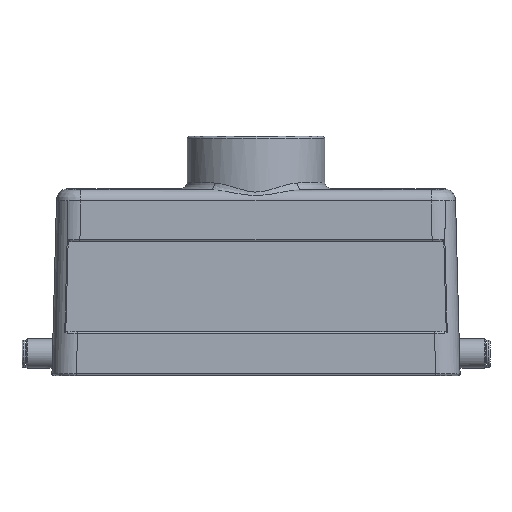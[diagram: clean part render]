
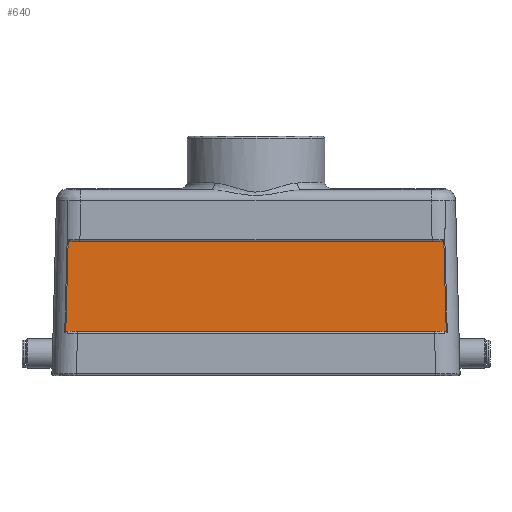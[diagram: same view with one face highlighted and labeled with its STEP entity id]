
A CAD part, front view. The second image highlights one B-rep face of the part: STEP entity #640.
In plain terms, the highlighted planar face has unit normal (0, -1, 0.012).
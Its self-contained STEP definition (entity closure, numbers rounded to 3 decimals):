
#336=FACE_OUTER_BOUND('',#1097,.T.);
#640=ADVANCED_FACE('',(#336),#814,.F.);
#814=PLANE('',#3832);
#1097=EDGE_LOOP('',(#1788,#1789,#1790,#1791,#1792,#1793,#1794,#1795,#1796,
#1797,#1798,#1799));
#1311=B_SPLINE_CURVE_WITH_KNOTS('',3,(#5874,#5875,#5876,#5877,#5878,#5879,
#5880,#5881,#5882,#5883),.UNSPECIFIED.,.F.,.F.,(4,3,3,4),(0.,0.481,
0.914,1.),.UNSPECIFIED.);
#1319=B_SPLINE_CURVE_WITH_KNOTS('',3,(#6161,#6162,#6163,#6164,#6165,#6166,
#6167,#6168,#6169,#6170),.UNSPECIFIED.,.F.,.F.,(4,3,3,4),(0.,0.51,
0.829,1.),.UNSPECIFIED.);
#1324=B_SPLINE_CURVE_WITH_KNOTS('',3,(#6328,#6329,#6330,#6331,#6332,#6333,
#6334),.UNSPECIFIED.,.F.,.F.,(4,3,4),(0.,0.68,1.),
 .UNSPECIFIED.);
#1325=B_SPLINE_CURVE_WITH_KNOTS('',3,(#6405,#6406,#6407,#6408,#6409,#6410,
#6411),.UNSPECIFIED.,.F.,.F.,(4,3,4),(0.,0.622,1.),
 .UNSPECIFIED.);
#1329=B_SPLINE_CURVE_WITH_KNOTS('',3,(#6517,#6518,#6519,#6520,#6521,#6522,
#6523),.UNSPECIFIED.,.F.,.F.,(4,3,4),(0.,0.68,1.),
 .UNSPECIFIED.);
#1330=B_SPLINE_CURVE_WITH_KNOTS('',3,(#6525,#6526,#6527,#6528,#6529,#6530,
#6531,#6532,#6533,#6534),.UNSPECIFIED.,.F.,.F.,(4,3,3,4),(0.,0.481,
0.914,1.),.UNSPECIFIED.);
#1331=B_SPLINE_CURVE_WITH_KNOTS('',3,(#6538,#6539,#6540,#6541,#6542,#6543,
#6544,#6545,#6546,#6547),.UNSPECIFIED.,.F.,.F.,(4,3,3,4),(0.,0.51,
0.829,1.),.UNSPECIFIED.);
#1332=B_SPLINE_CURVE_WITH_KNOTS('',3,(#6549,#6550,#6551,#6552,#6553,#6554,
#6555),.UNSPECIFIED.,.F.,.F.,(4,3,4),(0.,0.622,1.),
 .UNSPECIFIED.);
#1788=ORIENTED_EDGE('',*,*,#3024,.T.);
#1789=ORIENTED_EDGE('',*,*,#3025,.T.);
#1790=ORIENTED_EDGE('',*,*,#3026,.T.);
#1791=ORIENTED_EDGE('',*,*,#3027,.F.);
#1792=ORIENTED_EDGE('',*,*,#3028,.F.);
#1793=ORIENTED_EDGE('',*,*,#3029,.F.);
#1794=ORIENTED_EDGE('',*,*,#3030,.T.);
#1795=ORIENTED_EDGE('',*,*,#3013,.T.);
#1796=ORIENTED_EDGE('',*,*,#3003,.T.);
#1797=ORIENTED_EDGE('',*,*,#2999,.T.);
#1798=ORIENTED_EDGE('',*,*,#2993,.F.);
#1799=ORIENTED_EDGE('',*,*,#3012,.F.);
#2606=VERTEX_POINT('',#5884);
#2607=VERTEX_POINT('',#5885);
#2612=VERTEX_POINT('',#6116);
#2615=VERTEX_POINT('',#6171);
#2620=VERTEX_POINT('',#6327);
#2621=VERTEX_POINT('',#6412);
#2628=VERTEX_POINT('',#6516);
#2629=VERTEX_POINT('',#6524);
#2630=VERTEX_POINT('',#6535);
#2631=VERTEX_POINT('',#6537);
#2632=VERTEX_POINT('',#6548);
#2633=VERTEX_POINT('',#6556);
#2993=EDGE_CURVE('',#2606,#2607,#1311,.T.);
#2999=EDGE_CURVE('',#2612,#2607,#3410,.T.);
#3003=EDGE_CURVE('',#2615,#2612,#1319,.T.);
#3012=EDGE_CURVE('',#2620,#2606,#1324,.T.);
#3013=EDGE_CURVE('',#2621,#2615,#1325,.T.);
#3024=EDGE_CURVE('',#2620,#2628,#3419,.T.);
#3025=EDGE_CURVE('',#2628,#2629,#1329,.T.);
#3026=EDGE_CURVE('',#2629,#2630,#1330,.T.);
#3027=EDGE_CURVE('',#2631,#2630,#3420,.T.);
#3028=EDGE_CURVE('',#2632,#2631,#1331,.T.);
#3029=EDGE_CURVE('',#2633,#2632,#1332,.T.);
#3030=EDGE_CURVE('',#2633,#2621,#3421,.T.);
#3410=LINE('',#6115,#3601);
#3419=LINE('',#6515,#3610);
#3420=LINE('',#6536,#3611);
#3421=LINE('',#6557,#3612);
#3601=VECTOR('',#4383,1.);
#3610=VECTOR('',#4410,1.);
#3611=VECTOR('',#4411,1.);
#3612=VECTOR('',#4412,1.);
#3832=AXIS2_PLACEMENT_3D('',#6558,#4413,#4414);
#4383=DIRECTION('',(-0.026,0.012,1.));
#4410=DIRECTION('',(-1.,0.,0.));
#4411=DIRECTION('',(0.026,0.012,1.));
#4412=DIRECTION('',(1.,0.,0.));
#4413=DIRECTION('',(0.,1.,-0.012));
#4414=DIRECTION('',(0.,0.012,1.));
#5874=CARTESIAN_POINT('',(54.881,-20.174,39.631));
#5875=CARTESIAN_POINT('',(54.979,-20.174,39.648));
#5876=CARTESIAN_POINT('',(55.077,-20.174,39.663));
#5877=CARTESIAN_POINT('',(55.175,-20.173,39.68));
#5878=CARTESIAN_POINT('',(55.263,-20.173,39.695));
#5879=CARTESIAN_POINT('',(55.352,-20.173,39.711));
#5880=CARTESIAN_POINT('',(55.437,-20.173,39.738));
#5881=CARTESIAN_POINT('',(55.454,-20.173,39.743));
#5882=CARTESIAN_POINT('',(55.47,-20.173,39.749));
#5883=CARTESIAN_POINT('',(55.487,-20.173,39.756));
#5884=CARTESIAN_POINT('',(54.881,-20.174,39.631));
#5885=CARTESIAN_POINT('',(55.488,-20.173,39.768));
#6115=CARTESIAN_POINT('',(56.523,-20.66,-0.151));
#6116=CARTESIAN_POINT('',(56.198,-20.501,12.911));
#6161=CARTESIAN_POINT('',(55.622,-20.499,13.042));
#6162=CARTESIAN_POINT('',(55.721,-20.499,13.026));
#6163=CARTESIAN_POINT('',(55.819,-20.499,13.01));
#6164=CARTESIAN_POINT('',(55.917,-20.5,12.992));
#6165=CARTESIAN_POINT('',(55.978,-20.5,12.981));
#6166=CARTESIAN_POINT('',(56.039,-20.5,12.97));
#6167=CARTESIAN_POINT('',(56.099,-20.5,12.954));
#6168=CARTESIAN_POINT('',(56.132,-20.5,12.946));
#6169=CARTESIAN_POINT('',(56.164,-20.5,12.936));
#6170=CARTESIAN_POINT('',(56.194,-20.5,12.923));
#6171=CARTESIAN_POINT('',(55.622,-20.499,13.042));
#6327=CARTESIAN_POINT('',(54.357,-20.175,39.594));
#6328=CARTESIAN_POINT('',(54.357,-20.175,39.594));
#6329=CARTESIAN_POINT('',(54.476,-20.175,39.594));
#6330=CARTESIAN_POINT('',(54.595,-20.174,39.598));
#6331=CARTESIAN_POINT('',(54.714,-20.174,39.61));
#6332=CARTESIAN_POINT('',(54.77,-20.174,39.615));
#6333=CARTESIAN_POINT('',(54.825,-20.174,39.622));
#6334=CARTESIAN_POINT('',(54.881,-20.174,39.631));
#6405=CARTESIAN_POINT('',(55.117,-20.498,13.078));
#6406=CARTESIAN_POINT('',(55.222,-20.498,13.078));
#6407=CARTESIAN_POINT('',(55.328,-20.499,13.075));
#6408=CARTESIAN_POINT('',(55.433,-20.499,13.065));
#6409=CARTESIAN_POINT('',(55.496,-20.499,13.06));
#6410=CARTESIAN_POINT('',(55.56,-20.499,13.052));
#6411=CARTESIAN_POINT('',(55.622,-20.499,13.042));
#6412=CARTESIAN_POINT('',(55.117,-20.498,13.078));
#6515=CARTESIAN_POINT('',(-54.854,-20.175,39.594));
#6516=CARTESIAN_POINT('',(-54.357,-20.175,39.594));
#6517=CARTESIAN_POINT('',(-54.357,-20.175,39.594));
#6518=CARTESIAN_POINT('',(-54.476,-20.175,39.594));
#6519=CARTESIAN_POINT('',(-54.595,-20.174,39.598));
#6520=CARTESIAN_POINT('',(-54.714,-20.174,39.61));
#6521=CARTESIAN_POINT('',(-54.77,-20.174,39.615));
#6522=CARTESIAN_POINT('',(-54.825,-20.174,39.622));
#6523=CARTESIAN_POINT('',(-54.881,-20.174,39.631));
#6524=CARTESIAN_POINT('',(-54.881,-20.174,39.631));
#6525=CARTESIAN_POINT('',(-54.881,-20.174,39.631));
#6526=CARTESIAN_POINT('',(-54.979,-20.174,39.648));
#6527=CARTESIAN_POINT('',(-55.077,-20.174,39.663));
#6528=CARTESIAN_POINT('',(-55.175,-20.173,39.68));
#6529=CARTESIAN_POINT('',(-55.263,-20.173,39.695));
#6530=CARTESIAN_POINT('',(-55.352,-20.173,39.711));
#6531=CARTESIAN_POINT('',(-55.437,-20.173,39.738));
#6532=CARTESIAN_POINT('',(-55.454,-20.173,39.743));
#6533=CARTESIAN_POINT('',(-55.47,-20.173,39.749));
#6534=CARTESIAN_POINT('',(-55.487,-20.173,39.756));
#6535=CARTESIAN_POINT('',(-55.488,-20.173,39.768));
#6536=CARTESIAN_POINT('',(-56.523,-20.66,-0.151));
#6537=CARTESIAN_POINT('',(-56.198,-20.501,12.911));
#6538=CARTESIAN_POINT('',(-55.622,-20.499,13.042));
#6539=CARTESIAN_POINT('',(-55.721,-20.499,13.026));
#6540=CARTESIAN_POINT('',(-55.819,-20.499,13.01));
#6541=CARTESIAN_POINT('',(-55.917,-20.5,12.992));
#6542=CARTESIAN_POINT('',(-55.978,-20.5,12.981));
#6543=CARTESIAN_POINT('',(-56.039,-20.5,12.97));
#6544=CARTESIAN_POINT('',(-56.099,-20.5,12.954));
#6545=CARTESIAN_POINT('',(-56.132,-20.5,12.946));
#6546=CARTESIAN_POINT('',(-56.164,-20.5,12.936));
#6547=CARTESIAN_POINT('',(-56.194,-20.5,12.923));
#6548=CARTESIAN_POINT('',(-55.622,-20.499,13.042));
#6549=CARTESIAN_POINT('',(-55.117,-20.498,13.078));
#6550=CARTESIAN_POINT('',(-55.222,-20.498,13.078));
#6551=CARTESIAN_POINT('',(-55.328,-20.499,13.075));
#6552=CARTESIAN_POINT('',(-55.433,-20.499,13.065));
#6553=CARTESIAN_POINT('',(-55.496,-20.499,13.06));
#6554=CARTESIAN_POINT('',(-55.56,-20.499,13.052));
#6555=CARTESIAN_POINT('',(-55.622,-20.499,13.042));
#6556=CARTESIAN_POINT('',(-55.117,-20.498,13.078));
#6557=CARTESIAN_POINT('',(-54.854,-20.498,13.078));
#6558=CARTESIAN_POINT('',(-54.854,-20.5,12.988));
